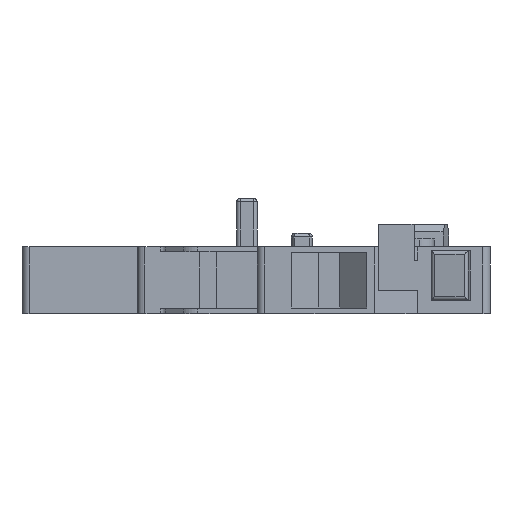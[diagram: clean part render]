
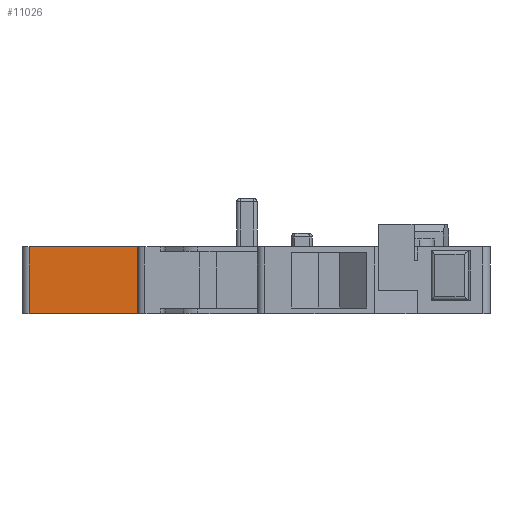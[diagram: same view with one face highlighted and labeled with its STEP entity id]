
A CAD part, left-side view. The second image highlights one B-rep face of the part: STEP entity #11026.
In plain terms, the highlighted planar face has unit normal (-1, 0, 0).
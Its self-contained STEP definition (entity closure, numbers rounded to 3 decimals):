
#385=DIRECTION('',(0.,-1.,0.));
#386=VECTOR('',#385,15.26);
#387=CARTESIAN_POINT('',(-22.4,64.7,0.));
#388=LINE('',#387,#386);
#1701=DIRECTION('',(0.,-1.,0.));
#1702=VECTOR('',#1701,15.26);
#1703=CARTESIAN_POINT('',(-22.4,64.7,9.4));
#1704=LINE('',#1703,#1702);
#3725=DIRECTION('',(0.,0.,1.));
#3726=VECTOR('',#3725,9.4);
#3727=CARTESIAN_POINT('',(-22.4,49.44,0.));
#3728=LINE('',#3727,#3726);
#3871=DIRECTION('',(0.,0.,-1.));
#3872=VECTOR('',#3871,9.4);
#3873=CARTESIAN_POINT('',(-22.4,64.7,9.4));
#3874=LINE('',#3873,#3872);
#4159=CARTESIAN_POINT('',(-22.4,49.44,0.));
#4160=CARTESIAN_POINT('',(-22.4,49.44,9.4));
#4161=VERTEX_POINT('',#4159);
#4162=VERTEX_POINT('',#4160);
#5314=CARTESIAN_POINT('',(-22.4,64.7,0.));
#5316=VERTEX_POINT('',#5314);
#5320=CARTESIAN_POINT('',(-22.4,64.7,9.4));
#5321=VERTEX_POINT('',#5320);
#11014=CARTESIAN_POINT('',(-22.4,65.7,0.));
#11015=DIRECTION('',(-1.,0.,0.));
#11016=DIRECTION('',(0.,-1.,0.));
#11017=AXIS2_PLACEMENT_3D('',#11014,#11015,#11016);
#11018=PLANE('',#11017);
#11020=ORIENTED_EDGE('',*,*,#11019,.F.);
#11021=ORIENTED_EDGE('',*,*,#7177,.T.);
#11022=ORIENTED_EDGE('',*,*,#10752,.F.);
#11023=ORIENTED_EDGE('',*,*,#5479,.F.);
#11024=EDGE_LOOP('',(#11020,#11021,#11022,#11023));
#11025=FACE_OUTER_BOUND('',#11024,.F.);
#11026=ADVANCED_FACE('',(#11025),#11018,.T.);
#5479=EDGE_CURVE('',#5316,#4161,#388,.T.);
#7177=EDGE_CURVE('',#5321,#4162,#1704,.T.);
#10752=EDGE_CURVE('',#4161,#4162,#3728,.T.);
#11019=EDGE_CURVE('',#5321,#5316,#3874,.T.);
